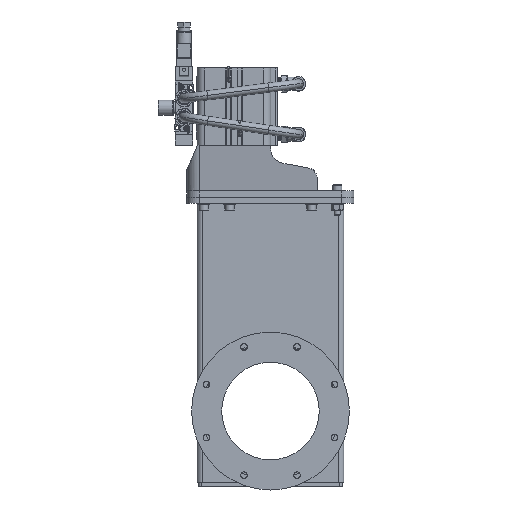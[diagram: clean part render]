
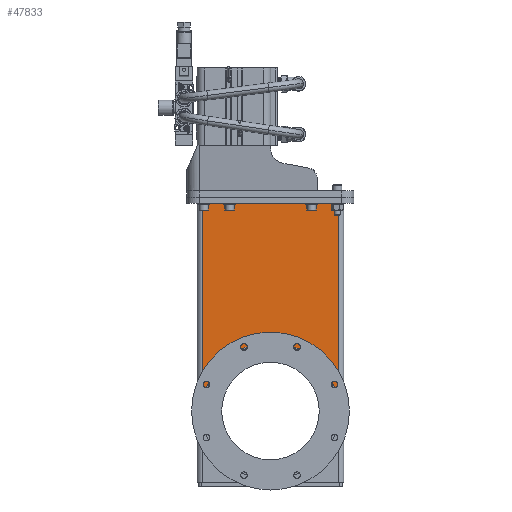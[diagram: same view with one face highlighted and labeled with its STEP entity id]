
A CAD part, front view. The second image highlights one B-rep face of the part: STEP entity #47833.
In plain terms, the highlighted planar face has unit normal (0, -1, 0).
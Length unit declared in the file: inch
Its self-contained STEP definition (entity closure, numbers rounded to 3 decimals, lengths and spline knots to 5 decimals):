
#742 = EDGE_CURVE ( 'NONE', #48871, #22741, #15923, .T. ) ;
#2043 = VERTEX_POINT ( 'NONE', #27032 ) ;
#4158 = AXIS2_PLACEMENT_3D ( 'NONE', #13624, #47474, #52331 ) ;
#4357 = VECTOR ( 'NONE', #41838, 39.37008 ) ;
#4846 = EDGE_CURVE ( 'NONE', #2043, #30107, #18606, .T. ) ;
#6520 = CARTESIAN_POINT ( 'NONE',  ( 0., 0.4379, -0.875 ) ) ;
#7640 = VECTOR ( 'NONE', #32895, 39.37008 ) ;
#8626 = CARTESIAN_POINT ( 'NONE',  ( -2.8125, 0.4379, -3.8125 ) ) ;
#8770 = EDGE_CURVE ( 'NONE', #2043, #48871, #11823, .T. ) ;
#11823 = CIRCLE ( 'NONE', #13330, 2.82 ) ;
#13330 = AXIS2_PLACEMENT_3D ( 'NONE', #6520, #49471, #30589 ) ;
#13624 = CARTESIAN_POINT ( 'NONE',  ( -2.8125, 0.4379, -3.8125 ) ) ;
#15434 = ORIENTED_EDGE ( 'NONE', *, *, #4846, .T. ) ;
#15923 = LINE ( 'NONE', #8626, #7640 ) ;
#18606 = LINE ( 'NONE', #26999, #55728 ) ;
#18769 = FACE_OUTER_BOUND ( 'NONE', #57282, .T. ) ;
#20967 = ORIENTED_EDGE ( 'NONE', *, *, #25236, .T. ) ;
#22741 = VERTEX_POINT ( 'NONE', #61581 ) ;
#23000 = CARTESIAN_POINT ( 'NONE',  ( -2.8125, 0.4379, 7.6875 ) ) ;
#23394 = CARTESIAN_POINT ( 'NONE',  ( -2.8125, 0.4379, -0.66947 ) ) ;
#25236 = EDGE_CURVE ( 'NONE', #30107, #22741, #29249, .T. ) ;
#26999 = CARTESIAN_POINT ( 'NONE',  ( 2.8125, 0.4379, -3.8125 ) ) ;
#27032 = CARTESIAN_POINT ( 'NONE',  ( 2.8125, 0.4379, -0.66947 ) ) ;
#27957 = PLANE ( 'NONE',  #4158 ) ;
#28460 = ORIENTED_EDGE ( 'NONE', *, *, #742, .F. ) ;
#29249 = LINE ( 'NONE', #23000, #4357 ) ;
#30107 = VERTEX_POINT ( 'NONE', #32545 ) ;
#30589 = DIRECTION ( 'NONE',  ( -1., 0., 0. ) ) ;
#31467 = DIRECTION ( 'NONE',  ( 0., 0., 1. ) ) ;
#32545 = CARTESIAN_POINT ( 'NONE',  ( 2.8125, 0.4379, 7.6875 ) ) ;
#32895 = DIRECTION ( 'NONE',  ( 0., 0., 1. ) ) ;
#40576 = ORIENTED_EDGE ( 'NONE', *, *, #8770, .F. ) ;
#41838 = DIRECTION ( 'NONE',  ( -1., 0., 0. ) ) ;
#47474 = DIRECTION ( 'NONE',  ( 0., 1., 0. ) ) ;
#47833 = ADVANCED_FACE ( 'NONE', ( #18769 ), #27957, .F. ) ;
#48871 = VERTEX_POINT ( 'NONE', #23394 ) ;
#49471 = DIRECTION ( 'NONE',  ( 0., -1., 0. ) ) ;
#52331 = DIRECTION ( 'NONE',  ( 1., 0., 0. ) ) ;
#55728 = VECTOR ( 'NONE', #31467, 39.37008 ) ;
#57282 = EDGE_LOOP ( 'NONE', ( #28460, #40576, #15434, #20967 ) ) ;
#61581 = CARTESIAN_POINT ( 'NONE',  ( -2.8125, 0.4379, 7.6875 ) ) ;
